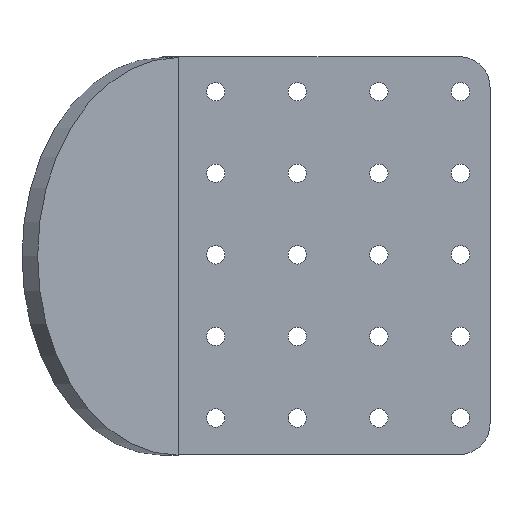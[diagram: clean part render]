
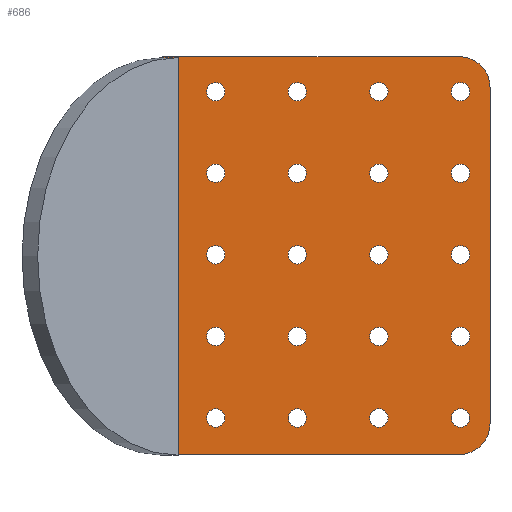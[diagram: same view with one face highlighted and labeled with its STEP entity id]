
A CAD part, top view. The second image highlights one B-rep face of the part: STEP entity #686.
In plain terms, the highlighted planar face has unit normal (0, 0, 1).
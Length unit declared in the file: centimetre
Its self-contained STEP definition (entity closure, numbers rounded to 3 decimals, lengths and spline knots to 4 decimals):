
#19=ELLIPSE('',#735,4.5962,3.25);
#41=FACE_BOUND('',#152,.T.);
#42=FACE_BOUND('',#153,.T.);
#43=FACE_BOUND('',#154,.T.);
#44=FACE_BOUND('',#155,.T.);
#45=FACE_BOUND('',#156,.T.);
#46=FACE_BOUND('',#157,.T.);
#47=FACE_BOUND('',#158,.T.);
#48=FACE_BOUND('',#159,.T.);
#49=FACE_BOUND('',#160,.T.);
#50=FACE_BOUND('',#161,.T.);
#51=FACE_BOUND('',#162,.T.);
#52=FACE_BOUND('',#163,.T.);
#53=FACE_BOUND('',#164,.T.);
#54=FACE_BOUND('',#165,.T.);
#55=FACE_BOUND('',#166,.T.);
#56=FACE_BOUND('',#167,.T.);
#57=FACE_BOUND('',#168,.T.);
#58=FACE_BOUND('',#169,.T.);
#59=FACE_BOUND('',#170,.T.);
#60=FACE_BOUND('',#171,.T.);
#67=PLANE('',#781);
#99=FACE_OUTER_BOUND('',#151,.T.);
#151=EDGE_LOOP('',(#596,#597,#598,#599,#600,#601,#602,#603));
#152=EDGE_LOOP('',(#604));
#153=EDGE_LOOP('',(#605));
#154=EDGE_LOOP('',(#606));
#155=EDGE_LOOP('',(#607));
#156=EDGE_LOOP('',(#608));
#157=EDGE_LOOP('',(#609));
#158=EDGE_LOOP('',(#610));
#159=EDGE_LOOP('',(#611));
#160=EDGE_LOOP('',(#612));
#161=EDGE_LOOP('',(#613));
#162=EDGE_LOOP('',(#614));
#163=EDGE_LOOP('',(#615));
#164=EDGE_LOOP('',(#616));
#165=EDGE_LOOP('',(#617));
#166=EDGE_LOOP('',(#618));
#167=EDGE_LOOP('',(#619));
#168=EDGE_LOOP('',(#620));
#169=EDGE_LOOP('',(#621));
#170=EDGE_LOOP('',(#622));
#171=EDGE_LOOP('',(#623));
#178=LINE('',#1009,#220);
#186=LINE('',#1079,#228);
#191=LINE('',#1088,#233);
#213=LINE('',#1171,#255);
#214=LINE('',#1173,#256);
#220=VECTOR('',#801,1.);
#228=VECTOR('',#871,1.);
#233=VECTOR('',#878,1.);
#255=VECTOR('',#982,1.);
#256=VECTOR('',#985,1.);
#258=CIRCLE('',#705,0.5);
#281=CIRCLE('',#731,0.5);
#284=CIRCLE('',#741,0.15);
#285=CIRCLE('',#743,0.15);
#286=CIRCLE('',#745,0.15);
#287=CIRCLE('',#747,0.15);
#288=CIRCLE('',#749,0.15);
#289=CIRCLE('',#751,0.15);
#290=CIRCLE('',#753,0.15);
#291=CIRCLE('',#755,0.15);
#292=CIRCLE('',#757,0.15);
#293=CIRCLE('',#759,0.15);
#294=CIRCLE('',#761,0.15);
#295=CIRCLE('',#763,0.15);
#296=CIRCLE('',#765,0.15);
#297=CIRCLE('',#767,0.15);
#298=CIRCLE('',#769,0.15);
#299=CIRCLE('',#771,0.15);
#300=CIRCLE('',#773,0.15);
#301=CIRCLE('',#775,0.15);
#302=CIRCLE('',#777,0.15);
#303=CIRCLE('',#779,0.15);
#304=VERTEX_POINT('',#996);
#305=VERTEX_POINT('',#997);
#309=VERTEX_POINT('',#1007);
#333=VERTEX_POINT('',#1059);
#336=VERTEX_POINT('',#1068);
#337=VERTEX_POINT('',#1070);
#340=VERTEX_POINT('',#1078);
#343=VERTEX_POINT('',#1087);
#344=VERTEX_POINT('',#1091);
#345=VERTEX_POINT('',#1095);
#346=VERTEX_POINT('',#1099);
#347=VERTEX_POINT('',#1103);
#348=VERTEX_POINT('',#1107);
#349=VERTEX_POINT('',#1111);
#350=VERTEX_POINT('',#1115);
#351=VERTEX_POINT('',#1119);
#352=VERTEX_POINT('',#1123);
#353=VERTEX_POINT('',#1127);
#354=VERTEX_POINT('',#1131);
#355=VERTEX_POINT('',#1135);
#356=VERTEX_POINT('',#1139);
#357=VERTEX_POINT('',#1143);
#358=VERTEX_POINT('',#1147);
#359=VERTEX_POINT('',#1151);
#360=VERTEX_POINT('',#1155);
#361=VERTEX_POINT('',#1159);
#362=VERTEX_POINT('',#1163);
#363=VERTEX_POINT('',#1167);
#364=EDGE_CURVE('',#304,#305,#258,.T.);
#370=EDGE_CURVE('',#304,#309,#178,.T.);
#395=EDGE_CURVE('',#333,#309,#281,.T.);
#400=EDGE_CURVE('',#336,#337,#19,.T.);
#404=EDGE_CURVE('',#340,#305,#186,.T.);
#409=EDGE_CURVE('',#343,#337,#191,.T.);
#411=EDGE_CURVE('',#344,#344,#284,.T.);
#413=EDGE_CURVE('',#345,#345,#285,.T.);
#415=EDGE_CURVE('',#346,#346,#286,.T.);
#417=EDGE_CURVE('',#347,#347,#287,.T.);
#419=EDGE_CURVE('',#348,#348,#288,.T.);
#421=EDGE_CURVE('',#349,#349,#289,.T.);
#423=EDGE_CURVE('',#350,#350,#290,.T.);
#425=EDGE_CURVE('',#351,#351,#291,.T.);
#427=EDGE_CURVE('',#352,#352,#292,.T.);
#429=EDGE_CURVE('',#353,#353,#293,.T.);
#431=EDGE_CURVE('',#354,#354,#294,.T.);
#433=EDGE_CURVE('',#355,#355,#295,.T.);
#435=EDGE_CURVE('',#356,#356,#296,.T.);
#437=EDGE_CURVE('',#357,#357,#297,.T.);
#439=EDGE_CURVE('',#358,#358,#298,.T.);
#441=EDGE_CURVE('',#359,#359,#299,.T.);
#443=EDGE_CURVE('',#360,#360,#300,.T.);
#445=EDGE_CURVE('',#361,#361,#301,.T.);
#447=EDGE_CURVE('',#362,#362,#302,.T.);
#449=EDGE_CURVE('',#363,#363,#303,.T.);
#451=EDGE_CURVE('',#333,#343,#213,.T.);
#452=EDGE_CURVE('',#340,#336,#214,.T.);
#596=ORIENTED_EDGE('',*,*,#364,.F.);
#597=ORIENTED_EDGE('',*,*,#370,.T.);
#598=ORIENTED_EDGE('',*,*,#395,.F.);
#599=ORIENTED_EDGE('',*,*,#451,.T.);
#600=ORIENTED_EDGE('',*,*,#409,.T.);
#601=ORIENTED_EDGE('',*,*,#400,.F.);
#602=ORIENTED_EDGE('',*,*,#452,.F.);
#603=ORIENTED_EDGE('',*,*,#404,.T.);
#604=ORIENTED_EDGE('',*,*,#411,.T.);
#605=ORIENTED_EDGE('',*,*,#413,.T.);
#606=ORIENTED_EDGE('',*,*,#415,.T.);
#607=ORIENTED_EDGE('',*,*,#417,.T.);
#608=ORIENTED_EDGE('',*,*,#419,.T.);
#609=ORIENTED_EDGE('',*,*,#421,.T.);
#610=ORIENTED_EDGE('',*,*,#423,.T.);
#611=ORIENTED_EDGE('',*,*,#425,.T.);
#612=ORIENTED_EDGE('',*,*,#427,.T.);
#613=ORIENTED_EDGE('',*,*,#429,.T.);
#614=ORIENTED_EDGE('',*,*,#431,.T.);
#615=ORIENTED_EDGE('',*,*,#433,.T.);
#616=ORIENTED_EDGE('',*,*,#435,.T.);
#617=ORIENTED_EDGE('',*,*,#437,.T.);
#618=ORIENTED_EDGE('',*,*,#439,.T.);
#619=ORIENTED_EDGE('',*,*,#441,.T.);
#620=ORIENTED_EDGE('',*,*,#443,.T.);
#621=ORIENTED_EDGE('',*,*,#445,.T.);
#622=ORIENTED_EDGE('',*,*,#447,.T.);
#623=ORIENTED_EDGE('',*,*,#449,.T.);
#686=ADVANCED_FACE('',(#99,#41,#42,#43,#44,#45,#46,#47,#48,#49,#50,#51,
#52,#53,#54,#55,#56,#57,#58,#59,#60),#67,.T.);
#705=AXIS2_PLACEMENT_3D('',#998,#791,#792);
#731=AXIS2_PLACEMENT_3D('',#1060,#851,#852);
#735=AXIS2_PLACEMENT_3D('',#1071,#862,#863);
#741=AXIS2_PLACEMENT_3D('',#1092,#882,#883);
#743=AXIS2_PLACEMENT_3D('',#1096,#887,#888);
#745=AXIS2_PLACEMENT_3D('',#1100,#892,#893);
#747=AXIS2_PLACEMENT_3D('',#1104,#897,#898);
#749=AXIS2_PLACEMENT_3D('',#1108,#902,#903);
#751=AXIS2_PLACEMENT_3D('',#1112,#907,#908);
#753=AXIS2_PLACEMENT_3D('',#1116,#912,#913);
#755=AXIS2_PLACEMENT_3D('',#1120,#917,#918);
#757=AXIS2_PLACEMENT_3D('',#1124,#922,#923);
#759=AXIS2_PLACEMENT_3D('',#1128,#927,#928);
#761=AXIS2_PLACEMENT_3D('',#1132,#932,#933);
#763=AXIS2_PLACEMENT_3D('',#1136,#937,#938);
#765=AXIS2_PLACEMENT_3D('',#1140,#942,#943);
#767=AXIS2_PLACEMENT_3D('',#1144,#947,#948);
#769=AXIS2_PLACEMENT_3D('',#1148,#952,#953);
#771=AXIS2_PLACEMENT_3D('',#1152,#957,#958);
#773=AXIS2_PLACEMENT_3D('',#1156,#962,#963);
#775=AXIS2_PLACEMENT_3D('',#1160,#967,#968);
#777=AXIS2_PLACEMENT_3D('',#1164,#972,#973);
#779=AXIS2_PLACEMENT_3D('',#1168,#977,#978);
#781=AXIS2_PLACEMENT_3D('',#1172,#983,#984);
#791=DIRECTION('center_axis',(0.,0.,-1.));
#792=DIRECTION('ref_axis',(0.707,-0.707,0.));
#801=DIRECTION('',(0.,1.,0.));
#851=DIRECTION('center_axis',(0.,0.,-1.));
#852=DIRECTION('ref_axis',(0.707,0.707,0.));
#862=DIRECTION('center_axis',(0.,0.,1.));
#863=DIRECTION('ref_axis',(-1.,0.,0.));
#871=DIRECTION('',(1.,0.,0.));
#878=DIRECTION('',(0.,-1.,0.));
#882=DIRECTION('center_axis',(0.,0.,-1.));
#883=DIRECTION('ref_axis',(1.,0.,0.));
#887=DIRECTION('center_axis',(0.,0.,-1.));
#888=DIRECTION('ref_axis',(1.,0.,0.));
#892=DIRECTION('center_axis',(0.,0.,-1.));
#893=DIRECTION('ref_axis',(1.,0.,0.));
#897=DIRECTION('center_axis',(0.,0.,-1.));
#898=DIRECTION('ref_axis',(1.,0.,0.));
#902=DIRECTION('center_axis',(0.,0.,-1.));
#903=DIRECTION('ref_axis',(1.,0.,0.));
#907=DIRECTION('center_axis',(0.,0.,-1.));
#908=DIRECTION('ref_axis',(1.,0.,0.));
#912=DIRECTION('center_axis',(0.,0.,-1.));
#913=DIRECTION('ref_axis',(1.,0.,0.));
#917=DIRECTION('center_axis',(0.,0.,-1.));
#918=DIRECTION('ref_axis',(1.,0.,0.));
#922=DIRECTION('center_axis',(0.,0.,-1.));
#923=DIRECTION('ref_axis',(1.,0.,0.));
#927=DIRECTION('center_axis',(0.,0.,-1.));
#928=DIRECTION('ref_axis',(1.,0.,0.));
#932=DIRECTION('center_axis',(0.,0.,-1.));
#933=DIRECTION('ref_axis',(1.,0.,0.));
#937=DIRECTION('center_axis',(0.,0.,-1.));
#938=DIRECTION('ref_axis',(1.,0.,0.));
#942=DIRECTION('center_axis',(0.,0.,-1.));
#943=DIRECTION('ref_axis',(1.,0.,0.));
#947=DIRECTION('center_axis',(0.,0.,-1.));
#948=DIRECTION('ref_axis',(1.,0.,0.));
#952=DIRECTION('center_axis',(0.,0.,-1.));
#953=DIRECTION('ref_axis',(1.,0.,0.));
#957=DIRECTION('center_axis',(0.,0.,-1.));
#958=DIRECTION('ref_axis',(1.,0.,0.));
#962=DIRECTION('center_axis',(0.,0.,-1.));
#963=DIRECTION('ref_axis',(1.,0.,0.));
#967=DIRECTION('center_axis',(0.,0.,-1.));
#968=DIRECTION('ref_axis',(1.,0.,0.));
#972=DIRECTION('center_axis',(0.,0.,-1.));
#973=DIRECTION('ref_axis',(1.,0.,0.));
#977=DIRECTION('center_axis',(0.,0.,-1.));
#978=DIRECTION('ref_axis',(1.,0.,0.));
#982=DIRECTION('',(-1.,0.,0.));
#983=DIRECTION('center_axis',(0.,0.,1.));
#984=DIRECTION('ref_axis',(1.,0.,0.));
#985=DIRECTION('',(0.,1.,0.));
#996=CARTESIAN_POINT('',(5.35,0.5,0.3));
#997=CARTESIAN_POINT('',(4.85,0.,0.3));
#998=CARTESIAN_POINT('Origin',(4.85,0.5,0.3));
#1007=CARTESIAN_POINT('',(5.35,6.,0.3));
#1009=CARTESIAN_POINT('',(5.35,0.,0.3));
#1059=CARTESIAN_POINT('',(4.85,6.5,0.3));
#1060=CARTESIAN_POINT('Origin',(4.85,6.,0.3));
#1068=CARTESIAN_POINT('',(0.2556,6.4862,0.3));
#1070=CARTESIAN_POINT('',(0.,6.4811,0.3));
#1071=CARTESIAN_POINT('Origin',(0.2575,3.2362,0.3));
#1078=CARTESIAN_POINT('',(0.2556,0.,0.3));
#1079=CARTESIAN_POINT('',(0.,0.,0.3));
#1087=CARTESIAN_POINT('',(0.,6.5,0.3));
#1088=CARTESIAN_POINT('',(0.,6.5,0.3));
#1091=CARTESIAN_POINT('',(0.719,0.596,0.3));
#1092=CARTESIAN_POINT('Origin',(0.869,0.596,0.3));
#1095=CARTESIAN_POINT('',(2.052,1.929,0.3));
#1096=CARTESIAN_POINT('Origin',(2.202,1.929,0.3));
#1099=CARTESIAN_POINT('',(3.385,0.596,0.3));
#1100=CARTESIAN_POINT('Origin',(3.535,0.596,0.3));
#1103=CARTESIAN_POINT('',(4.718,1.929,0.3));
#1104=CARTESIAN_POINT('Origin',(4.868,1.929,0.3));
#1107=CARTESIAN_POINT('',(3.385,3.262,0.3));
#1108=CARTESIAN_POINT('Origin',(3.535,3.262,0.3));
#1111=CARTESIAN_POINT('',(0.719,3.262,0.3));
#1112=CARTESIAN_POINT('Origin',(0.869,3.262,0.3));
#1115=CARTESIAN_POINT('',(2.052,4.595,0.3));
#1116=CARTESIAN_POINT('Origin',(2.202,4.595,0.3));
#1119=CARTESIAN_POINT('',(4.718,4.595,0.3));
#1120=CARTESIAN_POINT('Origin',(4.868,4.595,0.3));
#1123=CARTESIAN_POINT('',(3.385,5.928,0.3));
#1124=CARTESIAN_POINT('Origin',(3.535,5.928,0.3));
#1127=CARTESIAN_POINT('',(0.719,5.928,0.3));
#1128=CARTESIAN_POINT('Origin',(0.869,5.928,0.3));
#1131=CARTESIAN_POINT('',(2.052,5.928,0.3));
#1132=CARTESIAN_POINT('Origin',(2.202,5.928,0.3));
#1135=CARTESIAN_POINT('',(4.718,5.928,0.3));
#1136=CARTESIAN_POINT('Origin',(4.868,5.928,0.3));
#1139=CARTESIAN_POINT('',(3.385,4.595,0.3));
#1140=CARTESIAN_POINT('Origin',(3.535,4.595,0.3));
#1143=CARTESIAN_POINT('',(0.719,4.595,0.3));
#1144=CARTESIAN_POINT('Origin',(0.869,4.595,0.3));
#1147=CARTESIAN_POINT('',(2.052,3.262,0.3));
#1148=CARTESIAN_POINT('Origin',(2.202,3.262,0.3));
#1151=CARTESIAN_POINT('',(4.718,3.262,0.3));
#1152=CARTESIAN_POINT('Origin',(4.868,3.262,0.3));
#1155=CARTESIAN_POINT('',(4.718,0.596,0.3));
#1156=CARTESIAN_POINT('Origin',(4.868,0.596,0.3));
#1159=CARTESIAN_POINT('',(3.385,1.929,0.3));
#1160=CARTESIAN_POINT('Origin',(3.535,1.929,0.3));
#1163=CARTESIAN_POINT('',(0.719,1.929,0.3));
#1164=CARTESIAN_POINT('Origin',(0.869,1.929,0.3));
#1167=CARTESIAN_POINT('',(2.052,0.596,0.3));
#1168=CARTESIAN_POINT('Origin',(2.202,0.596,0.3));
#1171=CARTESIAN_POINT('',(5.35,6.5,0.3));
#1172=CARTESIAN_POINT('Origin',(2.675,3.25,0.3));
#1173=CARTESIAN_POINT('',(0.2556,1.6181,0.3));
